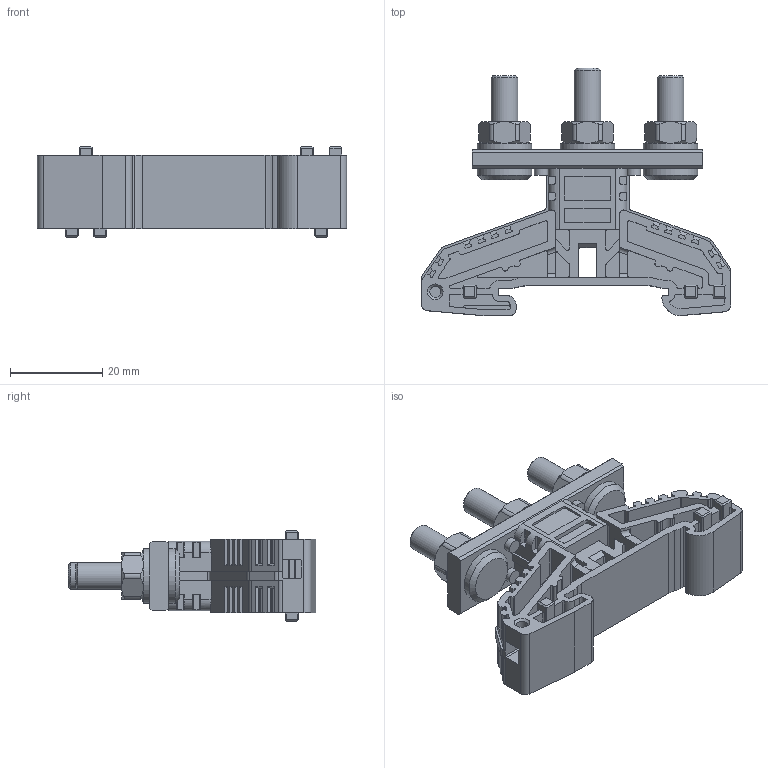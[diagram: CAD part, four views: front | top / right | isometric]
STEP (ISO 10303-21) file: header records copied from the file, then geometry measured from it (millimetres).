
FILE_DESCRIPTION(/* description */ (''),/* implementation_level */ '2;1');
FILE_NAME(/* name */ '17005_HSK35_M6_B_B_iso.stp',/* time_stamp */ '2011-08-05T13:03:03+02:00',/* author */ (''),/* organization */ (''),/* preprocessor_version */ 'ST-DEVELOPER v11',/* originating_system */ 'SIEMENS UGS NX 6.0',/* authorisation */ '');
FILE_SCHEMA (('CONFIG_CONTROL_DESIGN'));
Length unit declared in the file: millimetre
Products named in the file (6): m6x20_bolzen; m6x22_ero; u6_spannscheibe; sts_35_m6; hsk_35_m6_iso; 17005_HSK35_M6_B_B_iso
Assembly tree (8 placements, depth 3):
  17005_HSK35_M6_B_B_iso
    hsk_35_m6_iso
      m6x22_ero
    sts_35_m6
      m6x20_bolzen  x2
      u6_spannscheibe  x2
    u6_spannscheibe
Bounding box: 67 x 53.7 x 19.6 mm (x, y, z)
Volume: 17666.3 mm3; surface area: 17534.8 mm2
Topology: 11 solids, 11 shells, 1310 faces, 3690 edges, 2417 vertices
Faces by surface type: plane 761, cylinder 475, cone 56, torus 18
Full cylindrical faces by diameter (mm): 2.4 x1, 3 x8, 5 x3, 5.795 x3, 6.5 x3, 6.6 x3, 9 x1, 11.8 x5
Entity records: 40399 total; most frequent: CARTESIAN_POINT 8507, ORIENTED_EDGE 6630, DIRECTION 6443, EDGE_CURVE 3315, LINE 2213, VECTOR 2213, VERTEX_POINT 2187, AXIS2_PLACEMENT_3D 2115
